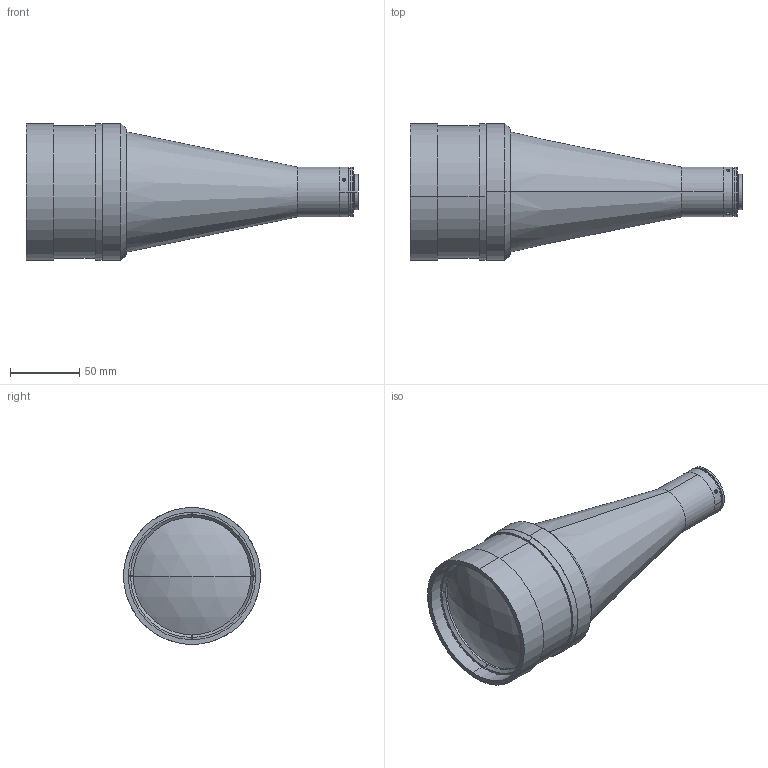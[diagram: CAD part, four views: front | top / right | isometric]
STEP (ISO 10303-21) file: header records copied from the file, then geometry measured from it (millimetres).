
FILE_DESCRIPTION (( 'STEP AP203' ), '1' );
FILE_NAME ('XF-5MDT0209X178-1C-蚾饜芞-20151119V5.STEP', '2016-03-14T03:28:15', ( 'cherishsunshine' ), ( '' ), 'SwSTEP 2.0', 'SolidWorks 2014', '' );
FILE_SCHEMA (( 'CONFIG_CONTROL_DESIGN' ));
Length unit declared in the file: millimetre
Products named in the file (1): XF-5MDT0209X178-1C-蚾饜芞-20151119V5
Bounding box: 240.17 x 99 x 99 mm (x, y, z)
Surface area: 72501.3 mm2 (no closed solid volume)
Topology: 0 solids, 11 shells, 86 faces, 222 edges, 150 vertices
Faces by surface type: cylinder 42, plane 30, cone 10, sphere 4
Entity records: 2925 total; most frequent: CARTESIAN_POINT 711, DIRECTION 494, ORIENTED_EDGE 372, EDGE_CURVE 222, AXIS2_PLACEMENT_3D 205, VERTEX_POINT 150, CIRCLE 118, EDGE_LOOP 101
